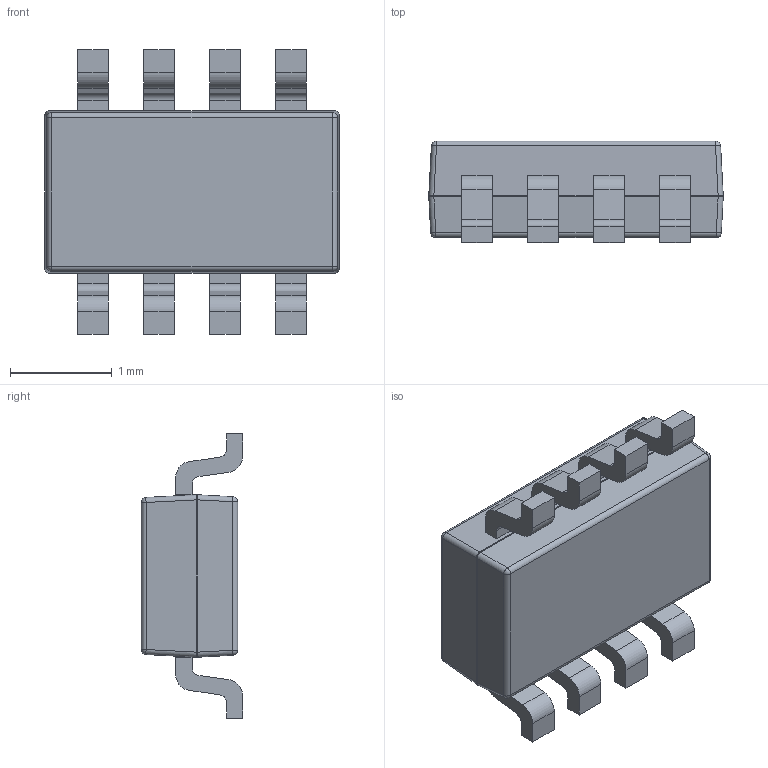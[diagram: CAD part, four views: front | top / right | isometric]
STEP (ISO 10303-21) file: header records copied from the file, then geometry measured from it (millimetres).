
FILE_DESCRIPTION (( 'STEP AP203' ), '1' );
FILE_NAME ('SOT-23-8.STEP', '2015-03-08T08:41:21', ( 'admin' ), ( '' ), 'SwSTEP 2.0', 'SolidWorks 2011', '' );
FILE_SCHEMA (( 'CONFIG_CONTROL_DESIGN' ));
Length unit declared in the file: millimetre
Products named in the file (4): User Library-TSOT-23-8_Part TSOT-23-8___ _________; User Library-TSOT-23-8_Fuss_TSOT-23-8___ _________; User Library-TSOT-23-8_Assy_FUSS tsot238___ _________; SOT-23-8
Assembly tree (9 placements, depth 3):
  SOT-23-8
    User Library-TSOT-23-8_Part TSOT-23-8___ _________
    User Library-TSOT-23-8_Assy_FUSS tsot238___ _________  x2
      User Library-TSOT-23-8_Fuss_TSOT-23-8___ _________
Bounding box: 2.9 x 1 x 2.8 mm (x, y, z)
Volume: 4.9 mm3; surface area: 30.5 mm2
Topology: 13 solids, 13 shells, 211 faces, 530 edges, 340 vertices
Faces by surface type: plane 137, cylinder 66, sphere 8
Entity records: 2154 total; most frequent: CARTESIAN_POINT 296, DIRECTION 294, ORIENTED_EDGE 252, EDGE_CURVE 126, AXIS2_PLACEMENT_3D 106, VECTOR 82, LINE 82, VERTEX_POINT 76
